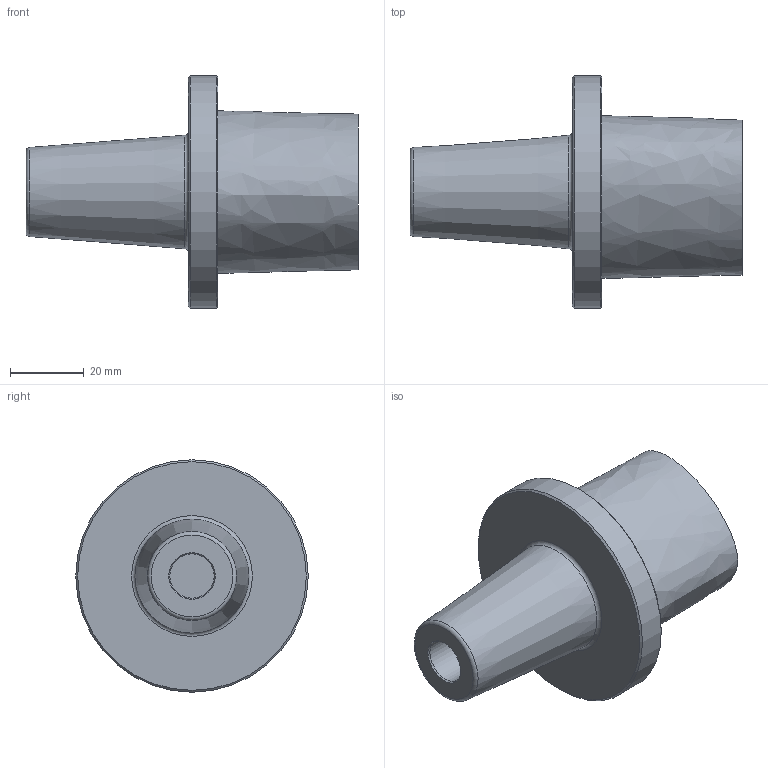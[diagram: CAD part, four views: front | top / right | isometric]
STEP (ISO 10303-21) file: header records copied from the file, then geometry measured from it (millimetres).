
FILE_DESCRIPTION( ( 'Unknown' ), '1' );
FILE_NAME( 'c6-w-391.19-12 052.stp', 'Unknown', ( 'Unknown' ), ( 'Unknown' ), 'PSStep 10.0', 'Unknown', ' ' );
FILE_SCHEMA( ( 'AUTOMOTIVE_DESIGN { 1 0 10303 214 1 1 1 1 }' ) );
Length unit declared in the file: millimetre
Products named in the file (1): 1
Bounding box: 90 x 63 x 63 mm (x, y, z)
Volume: 100369.5 mm3; surface area: 18006.8 mm2
Topology: 1 solids, 1 shells, 19 faces, 38 edges, 25 vertices
Faces by surface type: plane 7, cone 5, cylinder 4, torus 2, bspline 1
Full cylindrical faces by diameter (mm): 12 x1, 13 x1, 63 x1
Entity records: 1068 total; most frequent: CARTESIAN_POINT 564, DIRECTION 69, ORIENTED_EDGE 52, AXIS2_PLACEMENT_3D 34, EDGE_LOOP 32, EDGE_CURVE 26, FACE_OUTER_BOUND 24, VERTEX_POINT 22
